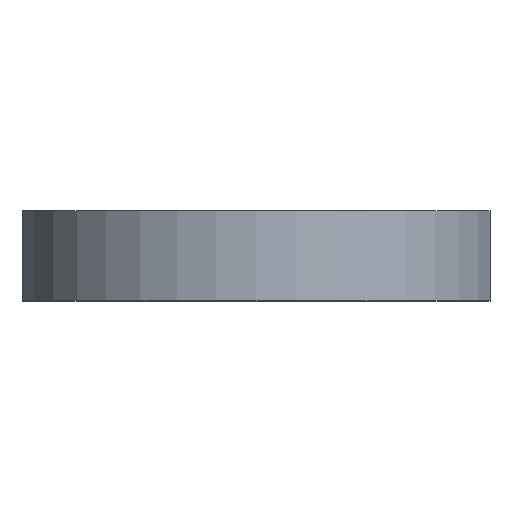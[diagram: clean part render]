
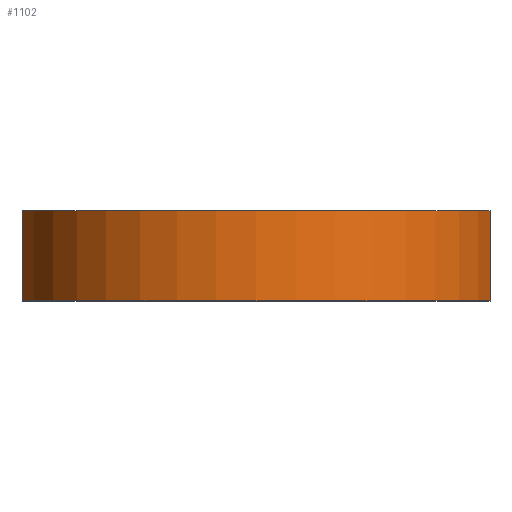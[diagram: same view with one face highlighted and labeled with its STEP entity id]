
A CAD part, top view. The second image highlights one B-rep face of the part: STEP entity #1102.
In plain terms, the highlighted cylindrical face has radius 40 mm (diameter 80 mm), a partial arc.
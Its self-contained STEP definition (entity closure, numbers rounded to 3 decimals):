
#10 = ORIENTED_EDGE ( 'NONE', *, *, #1187, .T. ) ;
#61 = DIRECTION ( 'NONE',  ( 0., -1., 0. ) ) ;
#86 = DIRECTION ( 'NONE',  ( 0., 1., 0. ) ) ;
#115 = CIRCLE ( 'NONE', #1022, 40. ) ;
#137 = CYLINDRICAL_SURFACE ( 'NONE', #443, 40. ) ;
#155 = DIRECTION ( 'NONE',  ( 0., 1., 0. ) ) ;
#216 = VERTEX_POINT ( 'NONE', #1232 ) ;
#236 = CARTESIAN_POINT ( 'NONE',  ( 0., 15., 0. ) ) ;
#240 = DIRECTION ( 'NONE',  ( 0., -1., 0. ) ) ;
#248 = EDGE_LOOP ( 'NONE', ( #10, #1009, #482, #525 ) ) ;
#268 = CARTESIAN_POINT ( 'NONE',  ( -39., 15., 8.888 ) ) ;
#270 = CARTESIAN_POINT ( 'NONE',  ( 39., 15., 8.888 ) ) ;
#329 = DIRECTION ( 'NONE',  ( 0., 0., -1. ) ) ;
#350 = CARTESIAN_POINT ( 'NONE',  ( 0., 0., 0. ) ) ;
#364 = VECTOR ( 'NONE', #61, 1000. ) ;
#387 = CARTESIAN_POINT ( 'NONE',  ( 39., 15., 8.888 ) ) ;
#436 = EDGE_CURVE ( 'NONE', #872, #587, #1123, .T. ) ;
#443 = AXIS2_PLACEMENT_3D ( 'NONE', #604, #240, #329 ) ;
#482 = ORIENTED_EDGE ( 'NONE', *, *, #676, .F. ) ;
#525 = ORIENTED_EDGE ( 'NONE', *, *, #904, .T. ) ;
#587 = VERTEX_POINT ( 'NONE', #387 ) ;
#604 = CARTESIAN_POINT ( 'NONE',  ( 0., 15., 0. ) ) ;
#676 = EDGE_CURVE ( 'NONE', #861, #587, #115, .T. ) ;
#749 = CARTESIAN_POINT ( 'NONE',  ( -39., 15., 8.888 ) ) ;
#830 = DIRECTION ( 'NONE',  ( 0., 0., 1. ) ) ;
#837 = CARTESIAN_POINT ( 'NONE',  ( 39., 0., 8.888 ) ) ;
#861 = VERTEX_POINT ( 'NONE', #749 ) ;
#872 = VERTEX_POINT ( 'NONE', #837 ) ;
#877 = VECTOR ( 'NONE', #86, 1000. ) ;
#904 = EDGE_CURVE ( 'NONE', #861, #216, #1038, .T. ) ;
#921 = DIRECTION ( 'NONE',  ( 0., 0., 1. ) ) ;
#1009 = ORIENTED_EDGE ( 'NONE', *, *, #436, .T. ) ;
#1015 = DIRECTION ( 'NONE',  ( 0., 1., 0. ) ) ;
#1022 = AXIS2_PLACEMENT_3D ( 'NONE', #236, #1015, #921 ) ;
#1038 = LINE ( 'NONE', #268, #364 ) ;
#1102 = ADVANCED_FACE ( 'NONE', ( #1183 ), #137, .T. ) ;
#1123 = LINE ( 'NONE', #270, #877 ) ;
#1124 = CIRCLE ( 'NONE', #1220, 40. ) ;
#1183 = FACE_OUTER_BOUND ( 'NONE', #248, .T. ) ;
#1187 = EDGE_CURVE ( 'NONE', #216, #872, #1124, .T. ) ;
#1220 = AXIS2_PLACEMENT_3D ( 'NONE', #350, #155, #830 ) ;
#1232 = CARTESIAN_POINT ( 'NONE',  ( -39., 0., 8.888 ) ) ;
